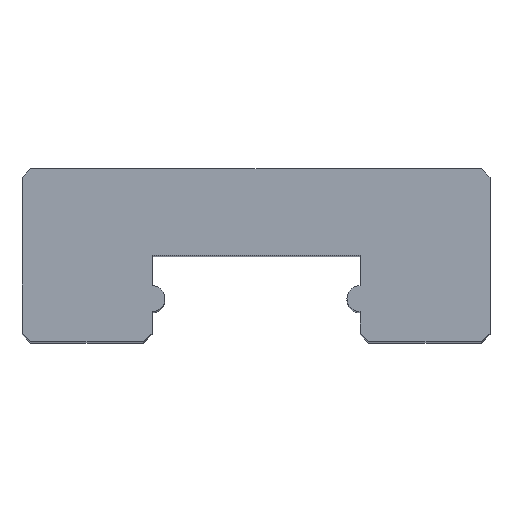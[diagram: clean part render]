
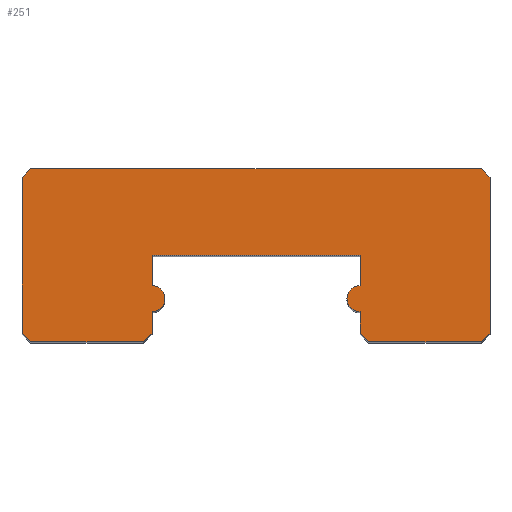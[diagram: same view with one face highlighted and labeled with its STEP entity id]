
A CAD part, top view. The second image highlights one B-rep face of the part: STEP entity #251.
In plain terms, the highlighted planar face has unit normal (0, 0, 1).
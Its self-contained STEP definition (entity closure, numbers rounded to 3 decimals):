
#32 = VERTEX_POINT('',#33);
#33 = CARTESIAN_POINT('',(-6.,4.75,45.4));
#39 = EDGE_CURVE('',#32,#40,#42,.T.);
#40 = VERTEX_POINT('',#41);
#41 = CARTESIAN_POINT('',(-6.,3.5,45.4));
#42 = LINE('',#43,#44);
#43 = CARTESIAN_POINT('',(-6.,4.75,45.4));
#44 = VECTOR('',#45,1.);
#45 = DIRECTION('',(0.,-1.,0.));
#208 = EDGE_CURVE('',#40,#209,#211,.T.);
#209 = VERTEX_POINT('',#210);
#210 = CARTESIAN_POINT('',(-6.5,3.,45.4));
#211 = LINE('',#212,#213);
#212 = CARTESIAN_POINT('',(-3.409,6.091,45.4));
#213 = VECTOR('',#214,1.);
#214 = DIRECTION('',(-0.707,-0.707,0.)
  );
#231 = EDGE_CURVE('',#32,#232,#234,.T.);
#232 = VERTEX_POINT('',#233);
#233 = CARTESIAN_POINT('',(-6.,6.25,45.4));
#234 = CIRCLE('',#235,0.75);
#235 = AXIS2_PLACEMENT_3D('',#236,#237,#238);
#236 = CARTESIAN_POINT('',(-6.,5.5,45.4));
#237 = DIRECTION('',(0.,0.,1.));
#238 = DIRECTION('',(1.,0.,0.));
#251 = ADVANCED_FACE('',(#252),#376,.F.);
#252 = FACE_BOUND('',#253,.F.);
#253 = EDGE_LOOP('',(#254,#255,#256,#264,#272,#280,#288,#296,#304,#312,
    #320,#328,#336,#344,#353,#361,#369,#375));
#254 = ORIENTED_EDGE('',*,*,#39,.T.);
#255 = ORIENTED_EDGE('',*,*,#208,.T.);
#256 = ORIENTED_EDGE('',*,*,#257,.T.);
#257 = EDGE_CURVE('',#209,#258,#260,.T.);
#258 = VERTEX_POINT('',#259);
#259 = CARTESIAN_POINT('',(-13.,3.,45.4));
#260 = LINE('',#261,#262);
#261 = CARTESIAN_POINT('',(-6.,3.,45.4));
#262 = VECTOR('',#263,1.);
#263 = DIRECTION('',(-1.,0.,0.));
#264 = ORIENTED_EDGE('',*,*,#265,.T.);
#265 = EDGE_CURVE('',#258,#266,#268,.T.);
#266 = VERTEX_POINT('',#267);
#267 = CARTESIAN_POINT('',(-13.5,3.5,45.4));
#268 = LINE('',#269,#270);
#269 = CARTESIAN_POINT('',(-11.216,1.216,45.4));
#270 = VECTOR('',#271,1.);
#271 = DIRECTION('',(-0.707,0.707,0.)
  );
#272 = ORIENTED_EDGE('',*,*,#273,.T.);
#273 = EDGE_CURVE('',#266,#274,#276,.T.);
#274 = VERTEX_POINT('',#275);
#275 = CARTESIAN_POINT('',(-13.5,12.5,45.4));
#276 = LINE('',#277,#278);
#277 = CARTESIAN_POINT('',(-13.5,3.,45.4));
#278 = VECTOR('',#279,1.);
#279 = DIRECTION('',(0.,1.,0.));
#280 = ORIENTED_EDGE('',*,*,#281,.T.);
#281 = EDGE_CURVE('',#274,#282,#284,.T.);
#282 = VERTEX_POINT('',#283);
#283 = CARTESIAN_POINT('',(-13.,13.,45.4));
#284 = LINE('',#285,#286);
#285 = CARTESIAN_POINT('',(-11.034,14.966,45.4));
#286 = VECTOR('',#287,1.);
#287 = DIRECTION('',(0.707,0.707,0.));
#288 = ORIENTED_EDGE('',*,*,#289,.T.);
#289 = EDGE_CURVE('',#282,#290,#292,.T.);
#290 = VERTEX_POINT('',#291);
#291 = CARTESIAN_POINT('',(13.,13.,45.4));
#292 = LINE('',#293,#294);
#293 = CARTESIAN_POINT('',(-13.5,13.,45.4));
#294 = VECTOR('',#295,1.);
#295 = DIRECTION('',(1.,0.,0.));
#296 = ORIENTED_EDGE('',*,*,#297,.T.);
#297 = EDGE_CURVE('',#290,#298,#300,.T.);
#298 = VERTEX_POINT('',#299);
#299 = CARTESIAN_POINT('',(13.5,12.5,45.4));
#300 = LINE('',#301,#302);
#301 = CARTESIAN_POINT('',(11.034,14.966,45.4));
#302 = VECTOR('',#303,1.);
#303 = DIRECTION('',(0.707,-0.707,0.));
#304 = ORIENTED_EDGE('',*,*,#305,.T.);
#305 = EDGE_CURVE('',#298,#306,#308,.T.);
#306 = VERTEX_POINT('',#307);
#307 = CARTESIAN_POINT('',(13.5,3.5,45.4));
#308 = LINE('',#309,#310);
#309 = CARTESIAN_POINT('',(13.5,13.,45.4));
#310 = VECTOR('',#311,1.);
#311 = DIRECTION('',(0.,-1.,0.));
#312 = ORIENTED_EDGE('',*,*,#313,.T.);
#313 = EDGE_CURVE('',#306,#314,#316,.T.);
#314 = VERTEX_POINT('',#315);
#315 = CARTESIAN_POINT('',(13.,3.,45.4));
#316 = LINE('',#317,#318);
#317 = CARTESIAN_POINT('',(11.216,1.216,45.4));
#318 = VECTOR('',#319,1.);
#319 = DIRECTION('',(-0.707,-0.707,0.)
  );
#320 = ORIENTED_EDGE('',*,*,#321,.T.);
#321 = EDGE_CURVE('',#314,#322,#324,.T.);
#322 = VERTEX_POINT('',#323);
#323 = CARTESIAN_POINT('',(6.5,3.,45.4));
#324 = LINE('',#325,#326);
#325 = CARTESIAN_POINT('',(13.5,3.,45.4));
#326 = VECTOR('',#327,1.);
#327 = DIRECTION('',(-1.,0.,0.));
#328 = ORIENTED_EDGE('',*,*,#329,.T.);
#329 = EDGE_CURVE('',#322,#330,#332,.T.);
#330 = VERTEX_POINT('',#331);
#331 = CARTESIAN_POINT('',(6.,3.5,45.4));
#332 = LINE('',#333,#334);
#333 = CARTESIAN_POINT('',(3.409,6.091,45.4));
#334 = VECTOR('',#335,1.);
#335 = DIRECTION('',(-0.707,0.707,0.)
  );
#336 = ORIENTED_EDGE('',*,*,#337,.T.);
#337 = EDGE_CURVE('',#330,#338,#340,.T.);
#338 = VERTEX_POINT('',#339);
#339 = CARTESIAN_POINT('',(6.,4.75,45.4));
#340 = LINE('',#341,#342);
#341 = CARTESIAN_POINT('',(6.,3.,45.4));
#342 = VECTOR('',#343,1.);
#343 = DIRECTION('',(0.,1.,0.));
#344 = ORIENTED_EDGE('',*,*,#345,.F.);
#345 = EDGE_CURVE('',#346,#338,#348,.T.);
#346 = VERTEX_POINT('',#347);
#347 = CARTESIAN_POINT('',(6.,6.25,45.4));
#348 = CIRCLE('',#349,0.75);
#349 = AXIS2_PLACEMENT_3D('',#350,#351,#352);
#350 = CARTESIAN_POINT('',(6.,5.5,45.4));
#351 = DIRECTION('',(0.,0.,1.));
#352 = DIRECTION('',(1.,0.,0.));
#353 = ORIENTED_EDGE('',*,*,#354,.T.);
#354 = EDGE_CURVE('',#346,#355,#357,.T.);
#355 = VERTEX_POINT('',#356);
#356 = CARTESIAN_POINT('',(6.,8.,45.4));
#357 = LINE('',#358,#359);
#358 = CARTESIAN_POINT('',(6.,6.25,45.4));
#359 = VECTOR('',#360,1.);
#360 = DIRECTION('',(0.,1.,0.));
#361 = ORIENTED_EDGE('',*,*,#362,.T.);
#362 = EDGE_CURVE('',#355,#363,#365,.T.);
#363 = VERTEX_POINT('',#364);
#364 = CARTESIAN_POINT('',(-6.,8.,45.4));
#365 = LINE('',#366,#367);
#366 = CARTESIAN_POINT('',(6.,8.,45.4));
#367 = VECTOR('',#368,1.);
#368 = DIRECTION('',(-1.,0.,0.));
#369 = ORIENTED_EDGE('',*,*,#370,.T.);
#370 = EDGE_CURVE('',#363,#232,#371,.T.);
#371 = LINE('',#372,#373);
#372 = CARTESIAN_POINT('',(-6.,8.,45.4));
#373 = VECTOR('',#374,1.);
#374 = DIRECTION('',(0.,-1.,0.));
#375 = ORIENTED_EDGE('',*,*,#231,.F.);
#376 = PLANE('',#377);
#377 = AXIS2_PLACEMENT_3D('',#378,#379,#380);
#378 = CARTESIAN_POINT('',(0.,8.365,45.4));
#379 = DIRECTION('',(0.,0.,-1.));
#380 = DIRECTION('',(0.,1.,0.));
